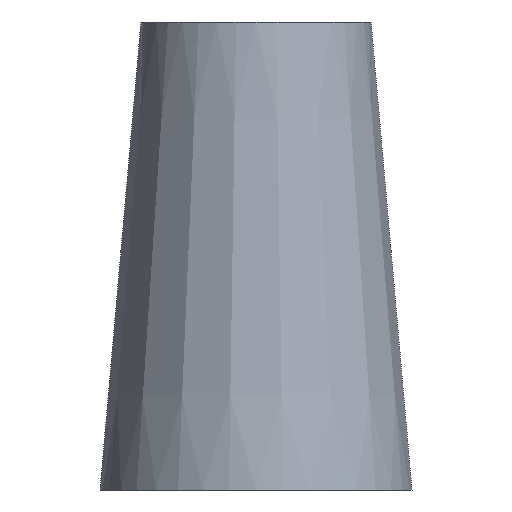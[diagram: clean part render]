
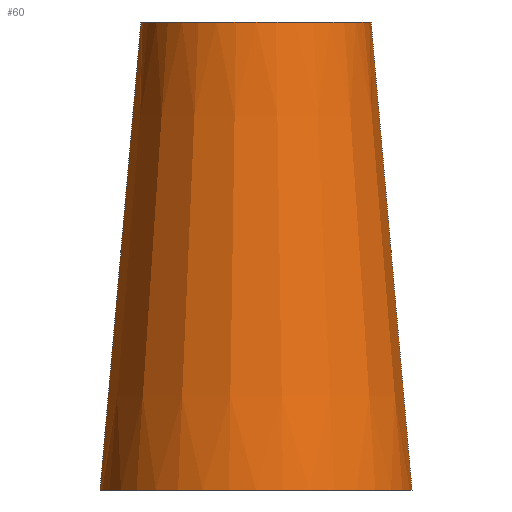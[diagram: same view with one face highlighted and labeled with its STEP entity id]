
A CAD part, front view. The second image highlights one B-rep face of the part: STEP entity #60.
In plain terms, the highlighted conical face has half-angle 5 degrees and reference radius 50 mm.
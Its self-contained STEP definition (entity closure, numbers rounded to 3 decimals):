
#5 = EDGE_LOOP ( 'NONE', ( #6, #9, #11, #20 ) ) ;
#6 = ORIENTED_EDGE ( 'NONE', *, *, #10, .F. ) ;
#9 = ORIENTED_EDGE ( 'NONE', *, *, #48, .T. ) ;
#10 = EDGE_CURVE ( 'NONE', #40, #58, #241, .T. ) ;
#11 = ORIENTED_EDGE ( 'NONE', *, *, #41, .T. ) ;
#13 = VERTEX_POINT ( 'NONE', #242 ) ;
#20 = ORIENTED_EDGE ( 'NONE', *, *, #38, .F. ) ;
#38 = EDGE_CURVE ( 'NONE', #58, #49, #172, .T. ) ;
#40 = VERTEX_POINT ( 'NONE', #170 ) ;
#41 = EDGE_CURVE ( 'NONE', #13, #49, #164, .T. ) ;
#48 = EDGE_CURVE ( 'NONE', #40, #13, #102, .T. ) ;
#49 = VERTEX_POINT ( 'NONE', #94 ) ;
#58 = VERTEX_POINT ( 'NONE', #90 ) ;
#60 = ADVANCED_FACE ( 'NONE', ( #206 ), #95, .T. ) ;
#90 = CARTESIAN_POINT ( 'NONE',  ( 36.877, 0., 150. ) ) ;
#91 = VECTOR ( 'NONE', #99, 1000. ) ;
#94 = CARTESIAN_POINT ( 'NONE',  ( 50., 0., 0. ) ) ;
#95 = CONICAL_SURFACE ( 'NONE', #205, 50., 0.087 ) ;
#99 = DIRECTION ( 'NONE',  ( -0.087, 0., -0.996 ) ) ;
#100 = CARTESIAN_POINT ( 'NONE',  ( -50., 0., 0. ) ) ;
#102 = LINE ( 'NONE', #100, #91 ) ;
#112 = DIRECTION ( 'NONE',  ( 1., 0., 0. ) ) ;
#113 = DIRECTION ( 'NONE',  ( 0., 0., 1. ) ) ;
#114 = CARTESIAN_POINT ( 'NONE',  ( 0., 0., 0. ) ) ;
#115 = AXIS2_PLACEMENT_3D ( 'NONE', #114, #113, #112 ) ;
#164 = CIRCLE ( 'NONE', #115, 50. ) ;
#165 = DIRECTION ( 'NONE',  ( 0.087, 0., -0.996 ) ) ;
#166 = CARTESIAN_POINT ( 'NONE',  ( 50., 0., 0. ) ) ;
#170 = CARTESIAN_POINT ( 'NONE',  ( -36.877, 0., 150. ) ) ;
#172 = LINE ( 'NONE', #166, #179 ) ;
#179 = VECTOR ( 'NONE', #165, 1000. ) ;
#196 = DIRECTION ( 'NONE',  ( 1., 0., 0. ) ) ;
#198 = DIRECTION ( 'NONE',  ( 0., 0., -1. ) ) ;
#199 = CARTESIAN_POINT ( 'NONE',  ( 0., 0., 0. ) ) ;
#205 = AXIS2_PLACEMENT_3D ( 'NONE', #199, #198, #196 ) ;
#206 = FACE_OUTER_BOUND ( 'NONE', #5, .T. ) ;
#237 = DIRECTION ( 'NONE',  ( 1., 0., 0. ) ) ;
#238 = DIRECTION ( 'NONE',  ( 0., 0., 1. ) ) ;
#239 = CARTESIAN_POINT ( 'NONE',  ( 0., 0., 150. ) ) ;
#240 = AXIS2_PLACEMENT_3D ( 'NONE', #239, #238, #237 ) ;
#241 = CIRCLE ( 'NONE', #240, 36.877 ) ;
#242 = CARTESIAN_POINT ( 'NONE',  ( -50., 0., 0. ) ) ;
